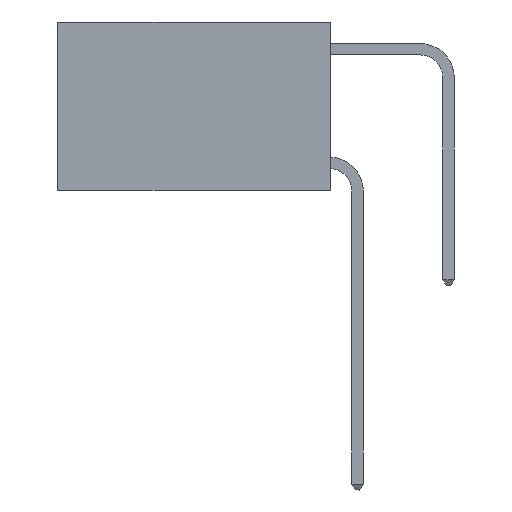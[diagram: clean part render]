
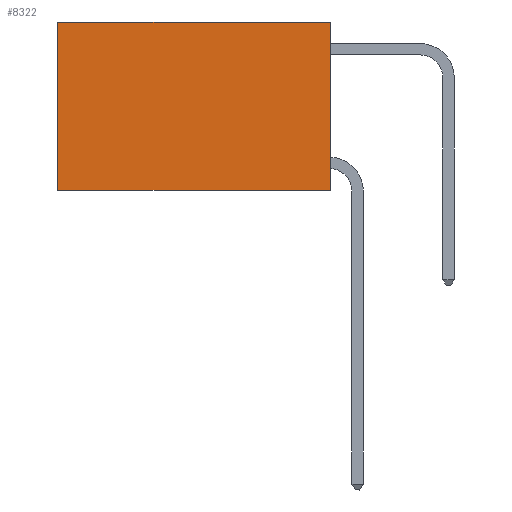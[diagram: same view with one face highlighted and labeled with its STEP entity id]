
A CAD part, left-side view. The second image highlights one B-rep face of the part: STEP entity #8322.
In plain terms, the highlighted planar face has unit normal (-1, 0, 0).
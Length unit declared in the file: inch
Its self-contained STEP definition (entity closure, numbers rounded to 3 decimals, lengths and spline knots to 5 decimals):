
#160 = VERTEX_POINT ( 'NONE', #10418 ) ;
#643 = ORIENTED_EDGE ( 'NONE', *, *, #12199, .F. ) ;
#1978 = DIRECTION ( 'NONE',  ( 0., 0., -1. ) ) ;
#2147 = LINE ( 'NONE', #21056, #12726 ) ;
#4730 = VERTEX_POINT ( 'NONE', #7969 ) ;
#5456 = ORIENTED_EDGE ( 'NONE', *, *, #11611, .F. ) ;
#5977 = EDGE_CURVE ( 'NONE', #10192, #4730, #25647, .T. ) ;
#6827 = PLANE ( 'NONE',  #7507 ) ;
#6965 = VECTOR ( 'NONE', #1978, 39.37008 ) ;
#7507 = AXIS2_PLACEMENT_3D ( 'NONE', #11061, #25855, #13162 ) ;
#7969 = CARTESIAN_POINT ( 'NONE',  ( 0.2625, 0.6, 0. ) ) ;
#8322 = ADVANCED_FACE ( 'NONE', ( #23785 ), #6827, .F. ) ;
#8782 = EDGE_CURVE ( 'NONE', #4730, #160, #18190, .T. ) ;
#9106 = ORIENTED_EDGE ( 'NONE', *, *, #5977, .T. ) ;
#10192 = VERTEX_POINT ( 'NONE', #17035 ) ;
#10418 = CARTESIAN_POINT ( 'NONE',  ( 0.2625, 0.6, -0.37 ) ) ;
#11061 = CARTESIAN_POINT ( 'NONE',  ( 0.2625, 0., 0. ) ) ;
#11129 = VECTOR ( 'NONE', #14999, 39.37008 ) ;
#11611 = EDGE_CURVE ( 'NONE', #13599, #160, #22998, .T. ) ;
#12199 = EDGE_CURVE ( 'NONE', #10192, #13599, #2147, .T. ) ;
#12726 = VECTOR ( 'NONE', #19043, 39.37008 ) ;
#13162 = DIRECTION ( 'NONE',  ( 0., 0., -1. ) ) ;
#13599 = VERTEX_POINT ( 'NONE', #14909 ) ;
#14367 = VECTOR ( 'NONE', #22064, 39.37008 ) ;
#14909 = CARTESIAN_POINT ( 'NONE',  ( 0.2625, 0., -0.37 ) ) ;
#14999 = DIRECTION ( 'NONE',  ( 0., 1., 0. ) ) ;
#15848 = EDGE_LOOP ( 'NONE', ( #27148, #5456, #643, #9106 ) ) ;
#17035 = CARTESIAN_POINT ( 'NONE',  ( 0.2625, 0., 0. ) ) ;
#17845 = CARTESIAN_POINT ( 'NONE',  ( 0.2625, 0., 0. ) ) ;
#18190 = LINE ( 'NONE', #27300, #6965 ) ;
#19043 = DIRECTION ( 'NONE',  ( 0., 0., -1. ) ) ;
#21056 = CARTESIAN_POINT ( 'NONE',  ( 0.2625, 0., 0. ) ) ;
#22064 = DIRECTION ( 'NONE',  ( 0., 1., 0. ) ) ;
#22998 = LINE ( 'NONE', #23477, #11129 ) ;
#23477 = CARTESIAN_POINT ( 'NONE',  ( 0.2625, 0., -0.37 ) ) ;
#23785 = FACE_OUTER_BOUND ( 'NONE', #15848, .T. ) ;
#25647 = LINE ( 'NONE', #17845, #14367 ) ;
#25855 = DIRECTION ( 'NONE',  ( 1., 0., 0. ) ) ;
#27148 = ORIENTED_EDGE ( 'NONE', *, *, #8782, .T. ) ;
#27300 = CARTESIAN_POINT ( 'NONE',  ( 0.2625, 0.6, 0. ) ) ;
